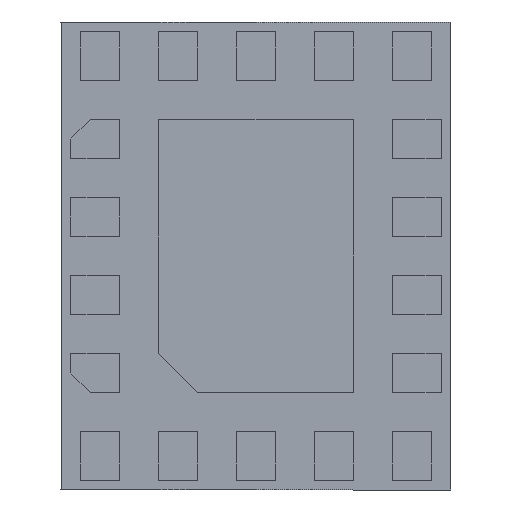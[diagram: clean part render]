
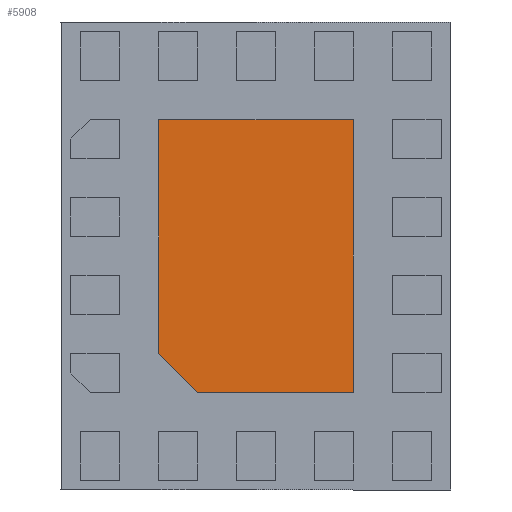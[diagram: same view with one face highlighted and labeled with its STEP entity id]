
A CAD part, front view. The second image highlights one B-rep face of the part: STEP entity #5908.
In plain terms, the highlighted planar face has unit normal (0, -1, 0).
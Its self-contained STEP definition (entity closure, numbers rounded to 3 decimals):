
#79 = DIRECTION ( 'NONE',  ( 0., 1., 0. ) ) ;
#196 = VERTEX_POINT ( 'NONE', #2254 ) ;
#613 = CARTESIAN_POINT ( 'NONE',  ( 0.5, 0., 0.7 ) ) ;
#670 = DIRECTION ( 'NONE',  ( 0., 0., 1. ) ) ;
#860 = VECTOR ( 'NONE', #3893, 1000. ) ;
#1067 = LINE ( 'NONE', #613, #5826 ) ;
#1682 = CARTESIAN_POINT ( 'NONE',  ( 0.5, 0., 0.7 ) ) ;
#1747 = CARTESIAN_POINT ( 'NONE',  ( 0.5, 0., -0.7 ) ) ;
#1795 = EDGE_CURVE ( 'NONE', #3023, #1814, #5342, .T. ) ;
#1814 = VERTEX_POINT ( 'NONE', #5866 ) ;
#1867 = ORIENTED_EDGE ( 'NONE', *, *, #3044, .F. ) ;
#1950 = CARTESIAN_POINT ( 'NONE',  ( 0.5, 0., -0.7 ) ) ;
#1963 = EDGE_CURVE ( 'NONE', #5733, #3023, #1067, .T. ) ;
#2129 = CARTESIAN_POINT ( 'NONE',  ( 0., 0., 0. ) ) ;
#2195 = FACE_OUTER_BOUND ( 'NONE', #2277, .T. ) ;
#2254 = CARTESIAN_POINT ( 'NONE',  ( -0.3, 0., -0.7 ) ) ;
#2277 = EDGE_LOOP ( 'NONE', ( #1867, #5993, #2905, #5958, #5687 ) ) ;
#2796 = DIRECTION ( 'NONE',  ( 0., 0., 1. ) ) ;
#2810 = DIRECTION ( 'NONE',  ( -0.707, 0., 0.707 ) ) ;
#2905 = ORIENTED_EDGE ( 'NONE', *, *, #1963, .F. ) ;
#3023 = VERTEX_POINT ( 'NONE', #1682 ) ;
#3044 = EDGE_CURVE ( 'NONE', #1814, #196, #4206, .T. ) ;
#3068 = DIRECTION ( 'NONE',  ( 1., 0., 0. ) ) ;
#3150 = CARTESIAN_POINT ( 'NONE',  ( -0.3, 0., -0.7 ) ) ;
#3167 = VECTOR ( 'NONE', #2810, 1000. ) ;
#3182 = CARTESIAN_POINT ( 'NONE',  ( -0.5, 0., -0.5 ) ) ;
#3312 = LINE ( 'NONE', #5257, #3887 ) ;
#3409 = EDGE_CURVE ( 'NONE', #4120, #5733, #3312, .T. ) ;
#3817 = CARTESIAN_POINT ( 'NONE',  ( -0.5, 0., 0.7 ) ) ;
#3887 = VECTOR ( 'NONE', #2796, 1000. ) ;
#3893 = DIRECTION ( 'NONE',  ( 0., 0., -1. ) ) ;
#4120 = VERTEX_POINT ( 'NONE', #3182 ) ;
#4125 = EDGE_CURVE ( 'NONE', #196, #4120, #4152, .T. ) ;
#4152 = LINE ( 'NONE', #3150, #3167 ) ;
#4206 = LINE ( 'NONE', #1747, #4798 ) ;
#4798 = VECTOR ( 'NONE', #5881, 1000. ) ;
#5130 = PLANE ( 'NONE',  #6024 ) ;
#5257 = CARTESIAN_POINT ( 'NONE',  ( -0.5, 0., -0.5 ) ) ;
#5342 = LINE ( 'NONE', #1950, #860 ) ;
#5687 = ORIENTED_EDGE ( 'NONE', *, *, #4125, .F. ) ;
#5733 = VERTEX_POINT ( 'NONE', #3817 ) ;
#5826 = VECTOR ( 'NONE', #3068, 1000. ) ;
#5866 = CARTESIAN_POINT ( 'NONE',  ( 0.5, 0., -0.7 ) ) ;
#5881 = DIRECTION ( 'NONE',  ( -1., 0., 0. ) ) ;
#5908 = ADVANCED_FACE ( 'NONE', ( #2195 ), #5130, .F. ) ;
#5958 = ORIENTED_EDGE ( 'NONE', *, *, #3409, .F. ) ;
#5993 = ORIENTED_EDGE ( 'NONE', *, *, #1795, .F. ) ;
#6024 = AXIS2_PLACEMENT_3D ( 'NONE', #2129, #79, #670 ) ;
